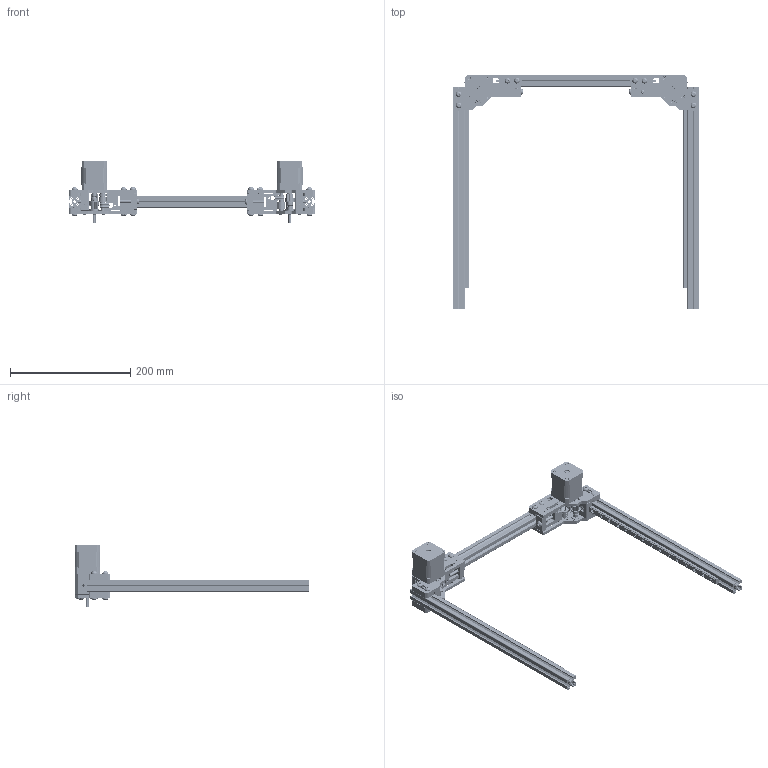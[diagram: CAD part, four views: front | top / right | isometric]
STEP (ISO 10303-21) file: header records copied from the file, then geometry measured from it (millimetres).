
FILE_DESCRIPTION(/* description */ ('','CAx-IF Rec.Pracs.---Representation and Presentation of Product Manufacturing Information (PMI)---4.0---2014-10-13'),/* implementation_level */ '2;1');
FILE_NAME(/* name */ '_32_Sheet_metal_VT_9mm_rear_motor_mounts_NP_0.step',/* time_stamp */ '2024-12-17T19:46:34+01:00',/* author */ (''),/* organization */ (''),/* preprocessor_version */ 'ST-DEVELOPER v20',/* originating_system */ 'Autodesk Translation Framework v13.20.0.188',/* authorisation */ '');
FILE_SCHEMA (('AP242_MANAGED_MODEL_BASED_3D_ENGINEERING_MIM_LF { 1 0 10303 442 1 1 4 }'));
Products named in the file (49): _32_Sheet_metal_VT_9mm_rear_motor_mounts_NP_0; _Sheet_metal_VT_9mm_rear_right_motor_mount; _Sheet_metal_9mm_rear_right_motor_mount_motion; NEMA17 with 55mm long shaft; _GT2_20T_9mm_pulley_de-hubbed; _Sheet_metal_VT_9mm_rear_right_motor_mount_hardware; _Sheet_metal_VT_9mm_rear_left_motor_mount; _Sheet_metal_VT_9mm_rear_left_motor_mount_hardware; Sheet_metal_VT_rear_motor_mount_a_4.7-5mm; Sheet_metal_9mm_tensioner_a_4.7-5mm; Sheet_metal_9mm_tensioner_c_4.7-5mm; Sheet_metal_VT_rear_motor_mount_b_4.7-5mm; Sheet_metal_9mm_spacer_a_2x2.5_or_5mm; Sheet_metal_9mm_spacer_d_2x2.5_or_5mm; Sheet_metal_VT_9mm_rear_motor_mount_alignment_helper; _Sheet_metal_VT_9mm_rear_right_motor_mount_hardware_1; Tensioner wire for 9mm; M3 washer; M3x6 BHCS; M3x8 BHCS; M5x30 BHCS; M3x45 BHCS; M3xD6x30 spacer; M3x6 FHCS; M5x16 BHCS; M5 washer; Sheet_metal_9mm_tensioner_b_4.7-5mm; _Sheet_metal_9mm_rear_left_motor_mount_motion; NEMA17 with 55mm long shaft_1; _S55 shaft; _stepper; 695 bearing; Shim 1mm; _GT2_20T_9mm_pulley_de-hubbed_1; M4x2.5 set screw; GT2 20T 9mm pulley de-hubbed ; Shim 0.5mm; F695 flanged bearing; GT2 20T 9mm pulley; Di=5mm L0=5mm compression spring ...
Assembly tree (206 placements, depth 5):
  _32_Sheet_metal_VT_9mm_rear_motor_mounts_NP_0
    _Sheet_metal_VT_9mm_rear_right_motor_mount
      Sheet_metal_VT_rear_motor_mount_a_4.7-5mm
      Sheet_metal_VT_rear_motor_mount_b_4.7-5mm
      Sheet_metal_9mm_spacer_a_2x2.5_or_5mm  x2
      Sheet_metal_9mm_spacer_d_2x2.5_or_5mm  x2
      Sheet_metal_VT_9mm_rear_motor_mount_alignment_helper
      _Sheet_metal_9mm_rear_right_motor_mount_motion
        NEMA17 with 55mm long shaft
          _S55 shaft
          _stepper
        Di=5mm L0=5mm compression spring
        D5x40 smooth pin  x2
        M5xD8x5 spacer  x3
        F695 flanged bearing  x5
        Shim 0.5mm  x3
        GT2 20T 9mm pulley
        Shim 1mm  x3
        695 bearing
        _GT2_20T_9mm_pulley_de-hubbed
          M4x2.5 set screw  x2
          GT2 20T 9mm pulley de-hubbed 
      Sheet_metal_9mm_tensioner_a_4.7-5mm
      Sheet_metal_9mm_tensioner_c_4.7-5mm
      Sheet_metal_9mm_tensioner_b_4.7-5mm
      _Sheet_metal_VT_9mm_rear_right_motor_mount_hardware
        M5x16 BHCS  x9
        M5 washer  x10
        Tensioner wire for 9mm
        M3 washer  x3
        M3x6 BHCS  x2
        M3x6 FHCS  x4
        M3x8 BHCS
        M5x30 BHCS
        M3x45 BHCS  x3
        M3xD6x30 spacer  x3
        M5 2020 drop-in T-nut  x5
    _Sheet_metal_VT_9mm_rear_left_motor_mount
      _Sheet_metal_VT_9mm_rear_left_motor_mount_hardware
      Sheet_metal_VT_rear_motor_mount_a_4.7-5mm
      Sheet_metal_9mm_tensioner_a_4.7-5mm
      Sheet_metal_9mm_tensioner_c_4.7-5mm
      Sheet_metal_VT_rear_motor_mount_b_4.7-5mm
      Sheet_metal_9mm_spacer_a_2x2.5_or_5mm  x2
      Sheet_metal_9mm_spacer_d_2x2.5_or_5mm  x2
      Sheet_metal_VT_9mm_rear_motor_mount_alignment_helper
      _Sheet_metal_VT_9mm_rear_right_motor_mount_hardware_1
        M5x16 BHCS  x9
        M5 washer  x10
        Tensioner wire for 9mm
        M3 washer  x3
        M3x6 BHCS  x2
        M3x6 FHCS  x4
        M3x8 BHCS
        M5x30 BHCS
        M3x45 BHCS  x3
        M3xD6x30 spacer  x3
        M5 2020 drop-in T-nut  x5
      Sheet_metal_9mm_tensioner_b_4.7-5mm
      _Sheet_metal_9mm_rear_left_motor_mount_motion
Bounding box: 410 x 390.1 x 102 mm (x, y, z)
Volume: 567301.7 mm3; surface area: 366880.8 mm2
Topology: 215 solids, 215 shells, 4943 faces, 11795 edges, 7442 vertices
Faces by surface type: plane 2184, cylinder 1707, cone 778, bspline 144, torus 78, sphere 52
Full cylindrical faces by diameter (mm): 0.8 x2, 2.464 x8, 2.5 x18, 3 x66, 3.1 x16, 3.2 x6, 3.4 x6, 3.5 x30, 4.2 x23, 5 x60, 5.001 x2, 5.1 x12, 5.2 x4, 5.3 x20, 5.5 x30, 5.7 x12, 6 x44, 6.1 x2, 6.2 x2, 6.5 x26, 7 x6, 7.823 x4, 8 x18, 8.141 x4, 9 x2, 9.5 x20, 10 x22, 10.4 x4, 11.5 x24, 12 x4
Entity records: 57452 total; most frequent: CARTESIAN_POINT 12588, DIRECTION 9693, ORIENTED_EDGE 8574, EDGE_CURVE 4287, AXIS2_PLACEMENT_3D 3629, VERTEX_POINT 2755, LINE 2435, VECTOR 2435
